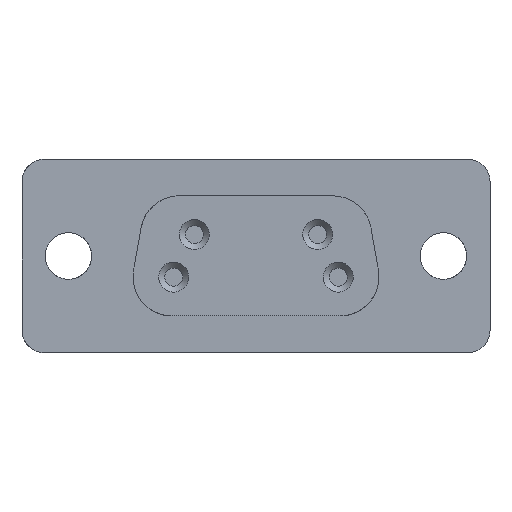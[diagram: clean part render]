
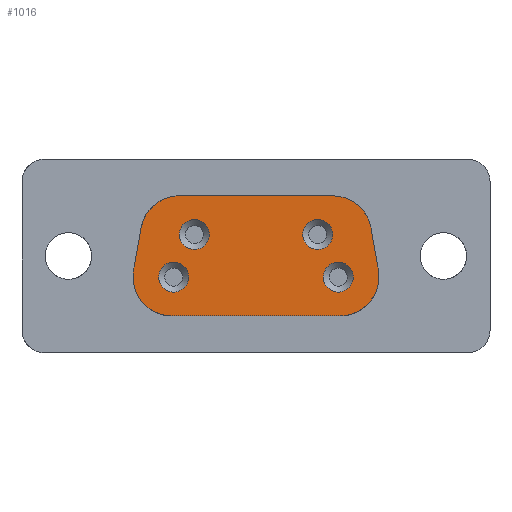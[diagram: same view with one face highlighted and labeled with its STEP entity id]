
A CAD part, top view. The second image highlights one B-rep face of the part: STEP entity #1016.
In plain terms, the highlighted free-form (B-spline) face has degree [1, 1] with [2, 2] control points.
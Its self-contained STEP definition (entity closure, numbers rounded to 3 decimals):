
#647=CARTESIAN_POINT('V9',(4.11,-3.58,
   6.3));
#648=VERTEX_POINT('V9',#647);
#654=CARTESIAN_POINT('E9',(4.11,-3.58,
   6.3));
#655=CARTESIAN_POINT('E9',(2.378,-3.58,
   6.3));
#656=CARTESIAN_POINT('E9',(3.244,-2.08,
   6.3));
#657=CARTESIAN_POINT('E9',(4.11,-0.58,
   6.3));
#658=CARTESIAN_POINT('E9',(4.976,-2.08,
   6.3));
#659=CARTESIAN_POINT('E9',(5.842,-3.58,
   6.3));
#660=CARTESIAN_POINT('E9',(4.11,-3.58,
   6.3));
#668=(BOUNDED_CURVE()B_SPLINE_CURVE(2,(#654,#655,#656,#657,#658,
   #659,#660),.CIRCULAR_ARC.,.T.,.U.)B_SPLINE_CURVE_WITH_KNOTS((3,
   2,2,3),(0.0,4.899,9.798,
   14.697),.UNSPECIFIED.)CURVE()
   GEOMETRIC_REPRESENTATION_ITEM()RATIONAL_B_SPLINE_CURVE((1.0,
   0.5,1.0,0.5,1.0,0.5,1.0)
   )REPRESENTATION_ITEM('E9'));
#669=EDGE_CURVE('E9',#648,#648,#668,.T.);
#725=CARTESIAN_POINT('V10',(-4.11,-3.58,
   6.3));
#726=VERTEX_POINT('V10',#725);
#732=CARTESIAN_POINT('E10',(-4.11,-3.58,
   6.3));
#733=CARTESIAN_POINT('E10',(-5.842,-3.58,
   6.3));
#734=CARTESIAN_POINT('E10',(-4.976,-2.08,
   6.3));
#735=CARTESIAN_POINT('E10',(-4.11,-0.58,
   6.3));
#736=CARTESIAN_POINT('E10',(-3.244,-2.08,
   6.3));
#737=CARTESIAN_POINT('E10',(-2.378,-3.58,
   6.3));
#738=CARTESIAN_POINT('E10',(-4.11,-3.58,
   6.3));
#746=(BOUNDED_CURVE()B_SPLINE_CURVE(2,(#732,#733,#734,#735,#736,
   #737,#738),.CIRCULAR_ARC.,.T.,.U.)B_SPLINE_CURVE_WITH_KNOTS((3,
   2,2,3),(0.0,4.899,9.798,
   14.697),.UNSPECIFIED.)CURVE()
   GEOMETRIC_REPRESENTATION_ITEM()RATIONAL_B_SPLINE_CURVE((1.0,
   0.5,1.0,0.5,1.0,0.5,1.0)
   )REPRESENTATION_ITEM('E10'));
#747=EDGE_CURVE('E10',#726,#726,#746,.T.);
#803=CARTESIAN_POINT('V11',(5.49,-6.42,
   6.3));
#804=VERTEX_POINT('V11',#803);
#810=CARTESIAN_POINT('E11',(5.49,-6.42,
   6.3));
#811=CARTESIAN_POINT('E11',(3.758,-6.42,
   6.3));
#812=CARTESIAN_POINT('E11',(4.624,-4.92,
   6.3));
#813=CARTESIAN_POINT('E11',(5.49,-3.42,
   6.3));
#814=CARTESIAN_POINT('E11',(6.356,-4.92,
   6.3));
#815=CARTESIAN_POINT('E11',(7.222,-6.42,
   6.3));
#816=CARTESIAN_POINT('E11',(5.49,-6.42,
   6.3));
#824=(BOUNDED_CURVE()B_SPLINE_CURVE(2,(#810,#811,#812,#813,#814,
   #815,#816),.CIRCULAR_ARC.,.T.,.U.)B_SPLINE_CURVE_WITH_KNOTS((3,
   2,2,3),(0.0,4.899,9.798,
   14.697),.UNSPECIFIED.)CURVE()
   GEOMETRIC_REPRESENTATION_ITEM()RATIONAL_B_SPLINE_CURVE((1.0,
   0.5,1.0,0.5,1.0,0.5,1.0)
   )REPRESENTATION_ITEM('E11'));
#825=EDGE_CURVE('E11',#804,#804,#824,.T.);
#881=CARTESIAN_POINT('V12',(-5.49,-6.42,
   6.3));
#882=VERTEX_POINT('V12',#881);
#888=CARTESIAN_POINT('E12',(-5.49,-6.42,
   6.3));
#889=CARTESIAN_POINT('E12',(-7.222,-6.42,
   6.3));
#890=CARTESIAN_POINT('E12',(-6.356,-4.92,
   6.3));
#891=CARTESIAN_POINT('E12',(-5.49,-3.42,
   6.3));
#892=CARTESIAN_POINT('E12',(-4.624,-4.92,
   6.3));
#893=CARTESIAN_POINT('E12',(-3.758,-6.42,
   6.3));
#894=CARTESIAN_POINT('E12',(-5.49,-6.42,
   6.3));
#902=(BOUNDED_CURVE()B_SPLINE_CURVE(2,(#888,#889,#890,#891,#892,
   #893,#894),.CIRCULAR_ARC.,.T.,.U.)B_SPLINE_CURVE_WITH_KNOTS((3,
   2,2,3),(0.0,4.899,9.798,
   14.697),.UNSPECIFIED.)CURVE()
   GEOMETRIC_REPRESENTATION_ITEM()RATIONAL_B_SPLINE_CURVE((1.0,
   0.5,1.0,0.5,1.0,0.5,1.0)
   )REPRESENTATION_ITEM('E12'));
#903=EDGE_CURVE('E12',#882,#882,#902,.T.);
#909=CARTESIAN_POINT('F1',(-9.007,-8.4,
   6.3));
#910=CARTESIAN_POINT('F1',(9.007,-8.4,
   6.3));
#911=CARTESIAN_POINT('F1',(-9.007,0.4,
   6.3));
#912=CARTESIAN_POINT('F1',(9.007,0.4,
   6.3));
#913=QUASI_UNIFORM_SURFACE('F1',1,1,((#909,#911),(#910,#912)),
   .PLANE_SURF.,.F.,.F.,.U.);
#914=CARTESIAN_POINT('V1',(5.106,0.0,6.3)
   );
#915=VERTEX_POINT('V1',#914);
#916=CARTESIAN_POINT('V2',(7.667,-2.149,
   6.3));
#917=VERTEX_POINT('V2',#916);
#918=CARTESIAN_POINT('E1',(5.106,0.0,6.3)
   );
#919=CARTESIAN_POINT('E1',(7.288,0.,
   6.3));
#920=CARTESIAN_POINT('E1',(7.667,-2.149,
   6.3));
#928=(BOUNDED_CURVE()B_SPLINE_CURVE(2,(#918,#919,#920),
   .CIRCULAR_ARC.,.F.,.U.)CURVE()GEOMETRIC_REPRESENTATION_ITEM()
   QUASI_UNIFORM_CURVE()RATIONAL_B_SPLINE_CURVE((1.0,
   0.766,1.0))REPRESENTATION_ITEM('E1'));
#929=EDGE_CURVE('E1',#915,#917,#928,.T.);
#930=ORIENTED_EDGE('E1',*,*,#929,.F.);
#931=CARTESIAN_POINT('V3',(-5.106,0.0,6.3)
   );
#932=VERTEX_POINT('V3',#931);
#933=CARTESIAN_POINT('E2',(-5.106,0.0,6.3)
   );
#934=CARTESIAN_POINT('E2',(5.106,0.0,6.3)
   );
#935=B_SPLINE_CURVE_WITH_KNOTS('E2',1,(#933,#934),.POLYLINE_FORM.,
   .F.,.U.,(2,2),(0.0,1.621),.UNSPECIFIED.);
#936=EDGE_CURVE('E2',#932,#915,#935,.T.);
#937=ORIENTED_EDGE('E2',*,*,#936,.F.);
#938=CARTESIAN_POINT('V4',(-7.667,-2.149,
   6.3));
#939=VERTEX_POINT('V4',#938);
#940=CARTESIAN_POINT('E3',(-7.667,-2.149,
   6.3));
#941=CARTESIAN_POINT('E3',(-7.288,0.,
   6.3));
#942=CARTESIAN_POINT('E3',(-5.106,0.0,6.3)
   );
#950=(BOUNDED_CURVE()B_SPLINE_CURVE(2,(#940,#941,#942),
   .CIRCULAR_ARC.,.F.,.U.)CURVE()GEOMETRIC_REPRESENTATION_ITEM()
   QUASI_UNIFORM_CURVE()RATIONAL_B_SPLINE_CURVE((1.0,
   0.766,1.0))REPRESENTATION_ITEM('E3'));
#951=EDGE_CURVE('E3',#939,#932,#950,.T.);
#952=ORIENTED_EDGE('E3',*,*,#951,.F.);
#953=CARTESIAN_POINT('V5',(-8.161,-4.949,
   6.3));
#954=VERTEX_POINT('V5',#953);
#955=CARTESIAN_POINT('E4',(-8.161,-4.949,
   6.3));
#956=CARTESIAN_POINT('E4',(-7.667,-2.149,
   6.3));
#957=QUASI_UNIFORM_CURVE('E4',1,(#955,#956),.POLYLINE_FORM.,.F.,.U.
   );
#958=EDGE_CURVE('E4',#954,#939,#957,.T.);
#959=ORIENTED_EDGE('E4',*,*,#958,.F.);
#960=CARTESIAN_POINT('V6',(-5.6,-8.0,6.3)
   );
#961=VERTEX_POINT('V6',#960);
#962=CARTESIAN_POINT('E5',(-5.6,-8.0,6.3)
   );
#963=CARTESIAN_POINT('E5',(-8.699,-8.0,6.3)
   );
#964=CARTESIAN_POINT('E5',(-8.161,-4.949,
   6.3));
#972=(BOUNDED_CURVE()B_SPLINE_CURVE(2,(#962,#963,#964),
   .CIRCULAR_ARC.,.F.,.U.)CURVE()GEOMETRIC_REPRESENTATION_ITEM()
   QUASI_UNIFORM_CURVE()RATIONAL_B_SPLINE_CURVE((1.0,
   0.643,1.0))REPRESENTATION_ITEM('E5'));
#973=EDGE_CURVE('E5',#961,#954,#972,.T.);
#974=ORIENTED_EDGE('E5',*,*,#973,.F.);
#975=CARTESIAN_POINT('V7',(5.6,-8.0,6.3)
   );
#976=VERTEX_POINT('V7',#975);
#977=CARTESIAN_POINT('E6',(5.6,-8.0,6.3)
   );
#978=CARTESIAN_POINT('E6',(-5.6,-8.0,6.3)
   );
#979=B_SPLINE_CURVE_WITH_KNOTS('E6',1,(#977,#978),.POLYLINE_FORM.,
   .F.,.U.,(2,2),(0.0,1.778),.UNSPECIFIED.);
#980=EDGE_CURVE('E6',#976,#961,#979,.T.);
#981=ORIENTED_EDGE('E6',*,*,#980,.F.);
#982=CARTESIAN_POINT('V8',(8.161,-4.949,
   6.3));
#983=VERTEX_POINT('V8',#982);
#984=CARTESIAN_POINT('E7',(8.161,-4.949,
   6.3));
#985=CARTESIAN_POINT('E7',(8.699,-8.0,6.3)
   );
#986=CARTESIAN_POINT('E7',(5.6,-8.0,6.3)
   );
#994=(BOUNDED_CURVE()B_SPLINE_CURVE(2,(#984,#985,#986),
   .CIRCULAR_ARC.,.F.,.U.)CURVE()GEOMETRIC_REPRESENTATION_ITEM()
   QUASI_UNIFORM_CURVE()RATIONAL_B_SPLINE_CURVE((1.0,
   0.643,1.0))REPRESENTATION_ITEM('E7'));
#995=EDGE_CURVE('E7',#983,#976,#994,.T.);
#996=ORIENTED_EDGE('E7',*,*,#995,.F.);
#997=CARTESIAN_POINT('E8',(7.667,-2.149,
   6.3));
#998=CARTESIAN_POINT('E8',(8.161,-4.949,
   6.3));
#999=QUASI_UNIFORM_CURVE('E8',1,(#997,#998),.POLYLINE_FORM.,.F.,.U.
   );
#1000=EDGE_CURVE('E8',#917,#983,#999,.T.);
#1001=ORIENTED_EDGE('E8',*,*,#1000,.F.);
#1002=EDGE_LOOP('F1',(#930,#937,#952,#959,#974,#981,#996,#1001));
#1003=FACE_OUTER_BOUND('F1',#1002,.T.);
#1004=ORIENTED_EDGE('E12',*,*,#903,.T.);
#1005=EDGE_LOOP('F1',(#1004));
#1006=FACE_BOUND('F1',#1005,.T.);
#1007=ORIENTED_EDGE('E11',*,*,#825,.T.);
#1008=EDGE_LOOP('F1',(#1007));
#1009=FACE_BOUND('F1',#1008,.T.);
#1010=ORIENTED_EDGE('E10',*,*,#747,.T.);
#1011=EDGE_LOOP('F1',(#1010));
#1012=FACE_BOUND('F1',#1011,.T.);
#1013=ORIENTED_EDGE('E9',*,*,#669,.T.);
#1014=EDGE_LOOP('F1',(#1013));
#1015=FACE_BOUND('F1',#1014,.T.);
#1016=ADVANCED_FACE('F1',(#1003,#1006,#1009,#1012,#1015),#913,.T.);
